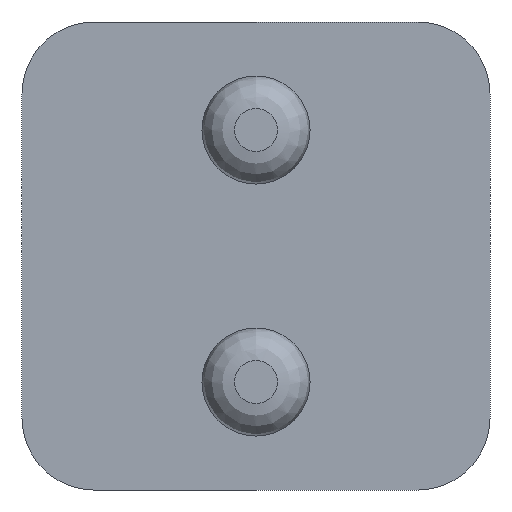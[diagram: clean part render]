
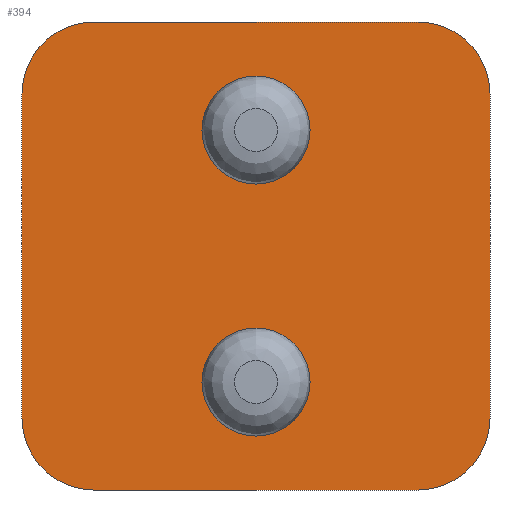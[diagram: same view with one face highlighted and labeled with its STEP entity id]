
A CAD part, front view. The second image highlights one B-rep face of the part: STEP entity #394.
In plain terms, the highlighted planar face has unit normal (0, -1, 0).
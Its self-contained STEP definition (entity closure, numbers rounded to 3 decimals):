
#15=FACE_BOUND('',#141,.T.);
#16=FACE_BOUND('',#142,.T.);
#28=PLANE('',#471);
#44=LINE('',#746,#68);
#47=LINE('',#754,#71);
#50=LINE('',#763,#74);
#52=LINE('',#769,#76);
#68=VECTOR('',#575,10.);
#71=VECTOR('',#584,10.);
#74=VECTOR('',#595,10.);
#76=VECTOR('',#603,10.);
#114=FACE_OUTER_BOUND('',#140,.T.);
#140=EDGE_LOOP('',(#357,#358,#359,#360,#361,#362,#363,#364));
#141=EDGE_LOOP('',(#365));
#142=EDGE_LOOP('',(#366));
#148=CIRCLE('',#424,0.75);
#154=CIRCLE('',#431,0.75);
#169=CIRCLE('',#459,1.);
#170=CIRCLE('',#462,1.);
#171=CIRCLE('',#466,1.);
#172=CIRCLE('',#469,1.);
#177=VERTEX_POINT('',#644);
#182=VERTEX_POINT('',#684);
#197=VERTEX_POINT('',#738);
#198=VERTEX_POINT('',#740);
#199=VERTEX_POINT('',#744);
#200=VERTEX_POINT('',#748);
#201=VERTEX_POINT('',#752);
#202=VERTEX_POINT('',#757);
#203=VERTEX_POINT('',#761);
#204=VERTEX_POINT('',#765);
#211=EDGE_CURVE('',#177,#177,#148,.T.);
#218=EDGE_CURVE('',#182,#182,#154,.T.);
#244=EDGE_CURVE('',#197,#198,#169,.T.);
#247=EDGE_CURVE('',#199,#197,#44,.T.);
#249=EDGE_CURVE('',#200,#199,#170,.T.);
#251=EDGE_CURVE('',#201,#200,#47,.T.);
#253=EDGE_CURVE('',#202,#201,#171,.T.);
#255=EDGE_CURVE('',#203,#202,#50,.T.);
#257=EDGE_CURVE('',#204,#203,#172,.T.);
#258=EDGE_CURVE('',#198,#204,#52,.T.);
#357=ORIENTED_EDGE('',*,*,#258,.F.);
#358=ORIENTED_EDGE('',*,*,#244,.F.);
#359=ORIENTED_EDGE('',*,*,#247,.F.);
#360=ORIENTED_EDGE('',*,*,#249,.F.);
#361=ORIENTED_EDGE('',*,*,#251,.F.);
#362=ORIENTED_EDGE('',*,*,#253,.F.);
#363=ORIENTED_EDGE('',*,*,#255,.F.);
#364=ORIENTED_EDGE('',*,*,#257,.F.);
#365=ORIENTED_EDGE('',*,*,#211,.T.);
#366=ORIENTED_EDGE('',*,*,#218,.T.);
#394=ADVANCED_FACE('',(#114,#15,#16),#28,.F.);
#424=AXIS2_PLACEMENT_3D('',#646,#487,#488);
#431=AXIS2_PLACEMENT_3D('',#686,#502,#503);
#459=AXIS2_PLACEMENT_3D('',#741,#569,#570);
#462=AXIS2_PLACEMENT_3D('',#750,#579,#580);
#466=AXIS2_PLACEMENT_3D('',#759,#590,#591);
#469=AXIS2_PLACEMENT_3D('',#767,#599,#600);
#471=AXIS2_PLACEMENT_3D('',#770,#604,#605);
#487=DIRECTION('center_axis',(0.,1.,0.));
#488=DIRECTION('ref_axis',(1.,0.,0.));
#502=DIRECTION('center_axis',(0.,1.,0.));
#503=DIRECTION('ref_axis',(1.,0.,0.));
#569=DIRECTION('center_axis',(0.,1.,0.));
#570=DIRECTION('ref_axis',(1.,0.,0.));
#575=DIRECTION('',(0.,0.,-1.));
#579=DIRECTION('center_axis',(0.,1.,0.));
#580=DIRECTION('ref_axis',(0.,0.,1.));
#584=DIRECTION('',(1.,0.,0.));
#590=DIRECTION('center_axis',(0.,1.,0.));
#591=DIRECTION('ref_axis',(-1.,0.,0.));
#595=DIRECTION('',(0.,0.,1.));
#599=DIRECTION('center_axis',(0.,1.,0.));
#600=DIRECTION('ref_axis',(0.,0.,-1.));
#603=DIRECTION('',(-1.,0.,0.));
#604=DIRECTION('center_axis',(0.,1.,0.));
#605=DIRECTION('ref_axis',(0.,0.,1.));
#644=CARTESIAN_POINT('',(-4.,0.,-5.));
#646=CARTESIAN_POINT('Origin',(-3.25,0.,-5.));
#684=CARTESIAN_POINT('',(-4.,0.,-1.5));
#686=CARTESIAN_POINT('Origin',(-3.25,0.,-1.5));
#738=CARTESIAN_POINT('',(0.,0.,-5.5));
#740=CARTESIAN_POINT('',(-1.,0.,-6.5));
#741=CARTESIAN_POINT('Origin',(-1.,0.,-5.5));
#744=CARTESIAN_POINT('',(0.,0.,-1.));
#746=CARTESIAN_POINT('',(0.,0.,-1.));
#748=CARTESIAN_POINT('',(-1.,0.,0.));
#750=CARTESIAN_POINT('Origin',(-1.,0.,-1.));
#752=CARTESIAN_POINT('',(-5.5,0.,0.));
#754=CARTESIAN_POINT('',(-5.5,0.,0.));
#757=CARTESIAN_POINT('',(-6.5,0.,-1.));
#759=CARTESIAN_POINT('Origin',(-5.5,0.,-1.));
#761=CARTESIAN_POINT('',(-6.5,0.,-5.5));
#763=CARTESIAN_POINT('',(-6.5,0.,-5.5));
#765=CARTESIAN_POINT('',(-5.5,0.,-6.5));
#767=CARTESIAN_POINT('Origin',(-5.5,0.,-5.5));
#769=CARTESIAN_POINT('',(-1.,0.,-6.5));
#770=CARTESIAN_POINT('Origin',(-3.25,0.,-3.25));
